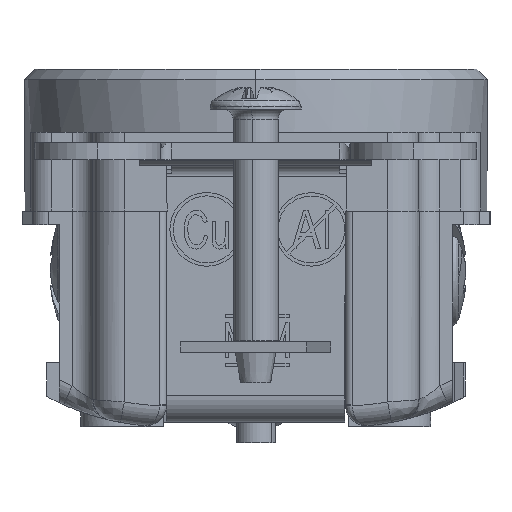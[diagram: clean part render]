
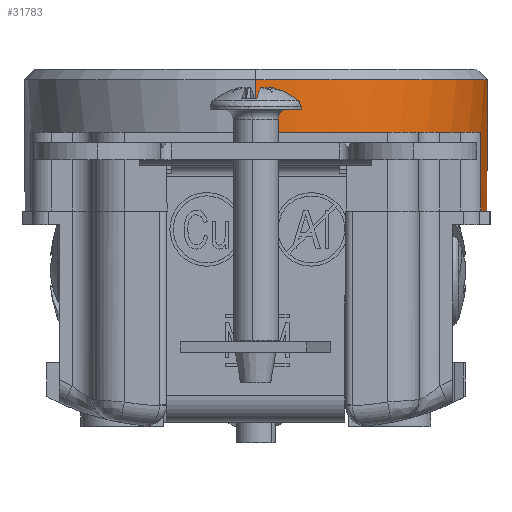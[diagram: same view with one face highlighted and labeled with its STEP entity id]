
A CAD part, front view. The second image highlights one B-rep face of the part: STEP entity #31783.
In plain terms, the highlighted cylindrical face has radius 17.45 mm (diameter 34.9 mm), a partial arc.
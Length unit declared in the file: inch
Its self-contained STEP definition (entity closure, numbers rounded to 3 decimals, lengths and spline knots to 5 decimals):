
#321 = VECTOR ( 'NONE', #65521, 39.37008 ) ;
#1742 = CARTESIAN_POINT ( 'NONE',  ( 0., 0.687, -0.255 ) ) ;
#2051 = AXIS2_PLACEMENT_3D ( 'NONE', #48766, #30099, #68503 ) ;
#3371 = LINE ( 'NONE', #50503, #64691 ) ;
#3710 = ORIENTED_EDGE ( 'NONE', *, *, #44836, .F. ) ;
#4173 = VECTOR ( 'NONE', #10089, 39.37008 ) ;
#4417 = ORIENTED_EDGE ( 'NONE', *, *, #80264, .F. ) ;
#6256 = LINE ( 'NONE', #43751, #4173 ) ;
#6791 = DIRECTION ( 'NONE',  ( 0., 0., -1. ) ) ;
#10089 = DIRECTION ( 'NONE',  ( 0., 0., -1. ) ) ;
#12114 = EDGE_CURVE ( 'NONE', #13546, #64877, #84256, .T. ) ;
#12914 = DIRECTION ( 'NONE',  ( 0., 0., 1. ) ) ;
#13546 = VERTEX_POINT ( 'NONE', #42859 ) ;
#14137 = CARTESIAN_POINT ( 'NONE',  ( 0.668, -0.16045, -0.489 ) ) ;
#14526 = DIRECTION ( 'NONE',  ( 0., 0., -1. ) ) ;
#16259 = EDGE_CURVE ( 'NONE', #66792, #18184, #3371, .T. ) ;
#16587 = ORIENTED_EDGE ( 'NONE', *, *, #16259, .F. ) ;
#18184 = VERTEX_POINT ( 'NONE', #1742 ) ;
#18738 = DIRECTION ( 'NONE',  ( 0., -1., 0. ) ) ;
#20343 = ORIENTED_EDGE ( 'NONE', *, *, #80542, .T. ) ;
#21005 = CIRCLE ( 'NONE', #48435, 0.687 ) ;
#24278 = EDGE_CURVE ( 'NONE', #62639, #13546, #67060, .T. ) ;
#25546 = DIRECTION ( 'NONE',  ( 0., 0., -1. ) ) ;
#28137 = DIRECTION ( 'NONE',  ( 0., 1., 0. ) ) ;
#29355 = VERTEX_POINT ( 'NONE', #54695 ) ;
#30099 = DIRECTION ( 'NONE',  ( 0., 0., -1. ) ) ;
#31783 = ADVANCED_FACE ( 'NONE', ( #81918 ), #32306, .T. ) ;
#32306 = CYLINDRICAL_SURFACE ( 'NONE', #62940, 0.687 ) ;
#32775 = CARTESIAN_POINT ( 'NONE',  ( 0., 0., -0.068 ) ) ;
#32786 = CARTESIAN_POINT ( 'NONE',  ( 0., 0., -0.489 ) ) ;
#33274 = VECTOR ( 'NONE', #12914, 39.37008 ) ;
#33997 = ORIENTED_EDGE ( 'NONE', *, *, #12114, .F. ) ;
#35459 = ORIENTED_EDGE ( 'NONE', *, *, #74373, .T. ) ;
#37750 = CARTESIAN_POINT ( 'NONE',  ( 0.63958, 0.25081, -0.068 ) ) ;
#39072 = CARTESIAN_POINT ( 'NONE',  ( 0., 0., -0.099 ) ) ;
#42859 = CARTESIAN_POINT ( 'NONE',  ( 0.668, -0.16045, -0.255 ) ) ;
#43751 = CARTESIAN_POINT ( 'NONE',  ( 0., -0.687, -0.068 ) ) ;
#44836 = EDGE_CURVE ( 'NONE', #46342, #62882, #67929, .T. ) ;
#46342 = VERTEX_POINT ( 'NONE', #59645 ) ;
#48435 = AXIS2_PLACEMENT_3D ( 'NONE', #39072, #25546, #18738 ) ;
#48766 = CARTESIAN_POINT ( 'NONE',  ( 0., 0., -0.255 ) ) ;
#50503 = CARTESIAN_POINT ( 'NONE',  ( 0., 0.687, -0.068 ) ) ;
#50600 = DIRECTION ( 'NONE',  ( 0., -1., 0. ) ) ;
#52509 = CARTESIAN_POINT ( 'NONE',  ( 0.63958, 0.25081, -0.489 ) ) ;
#53165 = CARTESIAN_POINT ( 'NONE',  ( 0., -0.687, -0.255 ) ) ;
#54695 = CARTESIAN_POINT ( 'NONE',  ( 0., -0.687, -0.099 ) ) ;
#58615 = CARTESIAN_POINT ( 'NONE',  ( 0., 0.687, -0.099 ) ) ;
#58842 = EDGE_LOOP ( 'NONE', ( #16587, #35459, #20343, #33997, #69358, #80314, #3710, #4417 ) ) ;
#59645 = CARTESIAN_POINT ( 'NONE',  ( 0.63958, 0.25081, -0.255 ) ) ;
#62639 = VERTEX_POINT ( 'NONE', #14137 ) ;
#62882 = VERTEX_POINT ( 'NONE', #52509 ) ;
#62940 = AXIS2_PLACEMENT_3D ( 'NONE', #32775, #6791, #50600 ) ;
#63385 = CIRCLE ( 'NONE', #64729, 0.687 ) ;
#64691 = VECTOR ( 'NONE', #85592, 39.37008 ) ;
#64729 = AXIS2_PLACEMENT_3D ( 'NONE', #81861, #14526, #28137 ) ;
#64877 = VERTEX_POINT ( 'NONE', #53165 ) ;
#65521 = DIRECTION ( 'NONE',  ( 0., 0., -1. ) ) ;
#66676 = CARTESIAN_POINT ( 'NONE',  ( 0.668, -0.16045, -0.0715 ) ) ;
#66792 = VERTEX_POINT ( 'NONE', #58615 ) ;
#67060 = LINE ( 'NONE', #66676, #33274 ) ;
#67929 = LINE ( 'NONE', #37750, #321 ) ;
#68084 = AXIS2_PLACEMENT_3D ( 'NONE', #32786, #80000, #79428 ) ;
#68503 = DIRECTION ( 'NONE',  ( 0., 1., 0. ) ) ;
#69358 = ORIENTED_EDGE ( 'NONE', *, *, #24278, .F. ) ;
#74249 = CIRCLE ( 'NONE', #68084, 0.687 ) ;
#74373 = EDGE_CURVE ( 'NONE', #66792, #29355, #21005, .T. ) ;
#79428 = DIRECTION ( 'NONE',  ( 0., -1., 0. ) ) ;
#79649 = EDGE_CURVE ( 'NONE', #62882, #62639, #74249, .T. ) ;
#80000 = DIRECTION ( 'NONE',  ( 0., 0., -1. ) ) ;
#80264 = EDGE_CURVE ( 'NONE', #18184, #46342, #63385, .T. ) ;
#80314 = ORIENTED_EDGE ( 'NONE', *, *, #79649, .F. ) ;
#80542 = EDGE_CURVE ( 'NONE', #29355, #64877, #6256, .T. ) ;
#81861 = CARTESIAN_POINT ( 'NONE',  ( 0., 0., -0.255 ) ) ;
#81918 = FACE_OUTER_BOUND ( 'NONE', #58842, .T. ) ;
#84256 = CIRCLE ( 'NONE', #2051, 0.687 ) ;
#85592 = DIRECTION ( 'NONE',  ( 0., 0., -1. ) ) ;
